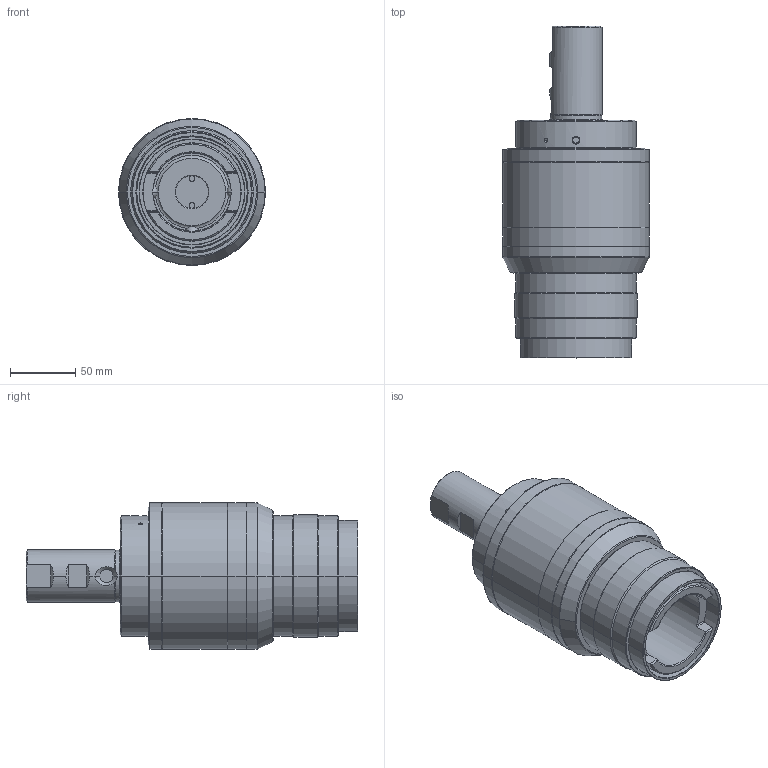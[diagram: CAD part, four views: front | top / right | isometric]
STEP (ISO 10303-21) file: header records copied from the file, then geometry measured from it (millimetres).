
FILE_DESCRIPTION((''),'2;1');
FILE_NAME('36900-D40_SW0001','2016-04-08T',('040'),(''),'CREO PARAMETRIC BY PTC INC, 2015380','CREO PARAMETRIC BY PTC INC, 2015380','');
FILE_SCHEMA(('CONFIG_CONTROL_DESIGN'));
Length unit declared in the file: millimetre
Products named in the file (1): 36900-D40_SW0001
Bounding box: 112.5 x 254 x 112.5 mm (x, y, z)
Volume: 1019662.2 mm3; surface area: 280996 mm2
Topology: 3 solids, 6 shells, 466 faces, 1047 edges, 614 vertices
Faces by surface type: cylinder 196, cone 127, plane 77, torus 38, sphere 22, bspline 6
Entity records: 20515 total; most frequent: CARTESIAN_POINT 10034, DIRECTION 2315, ORIENTED_EDGE 2078, EDGE_CURVE 1039, AXIS2_PLACEMENT_3D 973, VERTEX_POINT 614, EDGE_LOOP 533, CIRCLE 513
